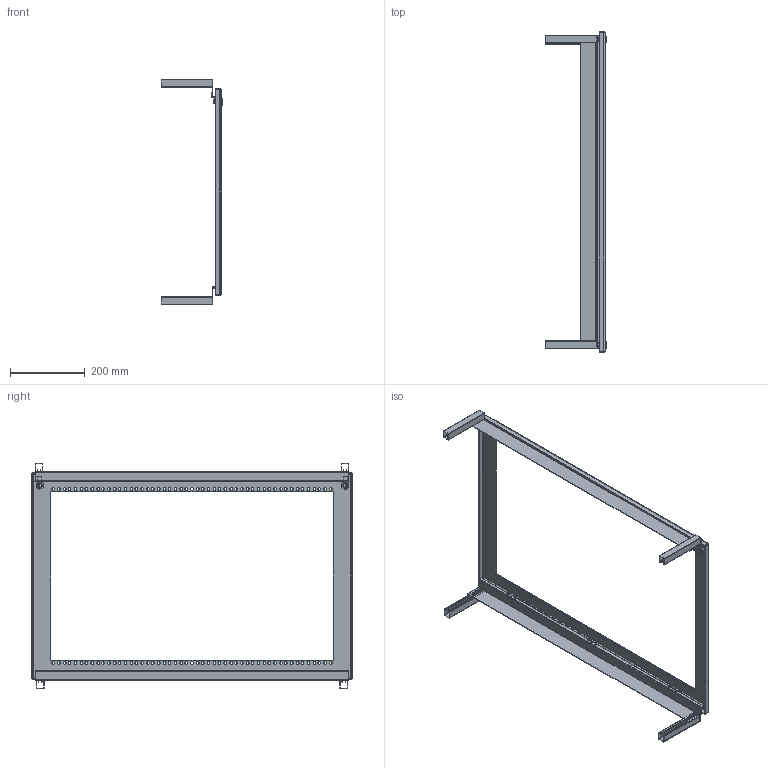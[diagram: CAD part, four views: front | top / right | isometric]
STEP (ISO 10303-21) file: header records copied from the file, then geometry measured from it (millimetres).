
FILE_DESCRIPTION (( 'STEP AP214' ), '1' );
FILE_NAME ('ESF3624.STEP', '2019-09-05T16:39:37', ( '' ), ( '' ), 'SwSTEP 2.0', 'SolidWorks 2018', '' );
FILE_SCHEMA (( 'AUTOMOTIVE_DESIGN' ));
Length unit declared in the file: inch
Products named in the file (1): ESF3624
Bounding box: 161.85 x 857.25 x 602.13 mm (x, y, z)
Volume: 721381.5 mm3; surface area: 743952.5 mm2
Topology: 20 solids, 20 shells, 870 faces, 2334 edges, 1528 vertices
Faces by surface type: cylinder 400, plane 400, bspline 32, torus 24, cone 14
Entity records: 41041 total; most frequent: CARTESIAN_POINT 6651, DIRECTION 4872, ORIENTED_EDGE 4644, EDGE_CURVE 2322, AXIS2_PLACEMENT_3D 1785, VERTEX_POINT 1528, LINE 1302, VECTOR 1302
